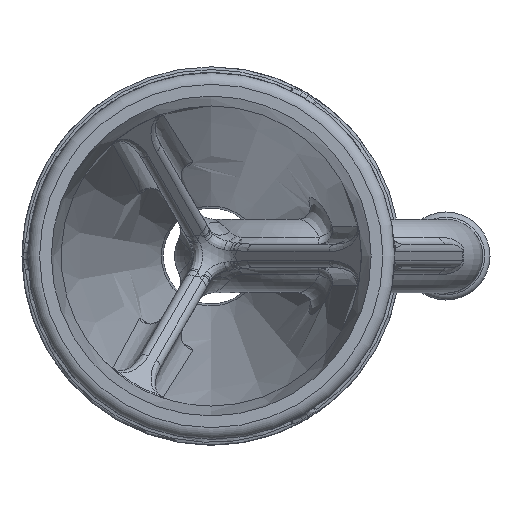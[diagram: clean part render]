
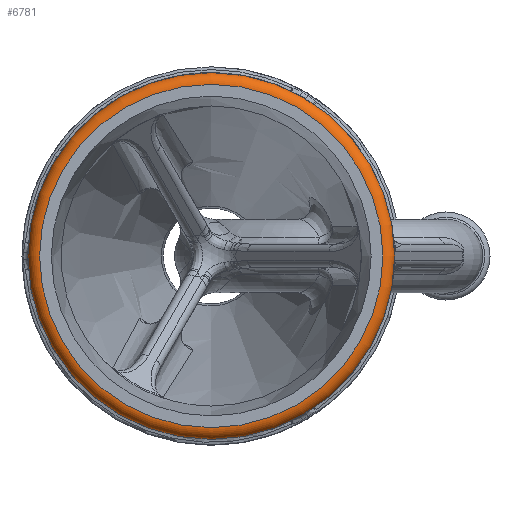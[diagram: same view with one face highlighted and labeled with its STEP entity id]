
A CAD part, left-side view. The second image highlights one B-rep face of the part: STEP entity #6781.
In plain terms, the highlighted toroidal (fillet/blend) face has major radius 11.7 mm and minor radius 0.8 mm.
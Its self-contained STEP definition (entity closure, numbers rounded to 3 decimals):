
#250=TOROIDAL_SURFACE('',#7341,11.7,0.8);
#921=FACE_OUTER_BOUND('',#1382,.T.);
#1382=EDGE_LOOP('',(#5037,#5038,#5039,#5040,#5041,#5042));
#1853=CIRCLE('',#7342,11.7);
#1854=CIRCLE('',#7343,11.7);
#1855=CIRCLE('',#7344,0.8);
#1856=CIRCLE('',#7345,12.5);
#1857=CIRCLE('',#7346,12.5);
#2907=VERTEX_POINT('',#13507);
#2908=VERTEX_POINT('',#13508);
#2909=VERTEX_POINT('',#13511);
#2910=VERTEX_POINT('',#13513);
#3671=EDGE_CURVE('',#2907,#2908,#1853,.T.);
#3672=EDGE_CURVE('',#2908,#2907,#1854,.T.);
#3673=EDGE_CURVE('',#2908,#2909,#1855,.T.);
#3674=EDGE_CURVE('',#2910,#2909,#1856,.T.);
#3675=EDGE_CURVE('',#2909,#2910,#1857,.T.);
#5037=ORIENTED_EDGE('',*,*,#3671,.F.);
#5038=ORIENTED_EDGE('',*,*,#3672,.F.);
#5039=ORIENTED_EDGE('',*,*,#3673,.T.);
#5040=ORIENTED_EDGE('',*,*,#3674,.F.);
#5041=ORIENTED_EDGE('',*,*,#3675,.F.);
#5042=ORIENTED_EDGE('',*,*,#3673,.F.);
#6781=ADVANCED_FACE('',(#921),#250,.T.);
#7341=AXIS2_PLACEMENT_3D('',#13506,#8406,#8407);
#7342=AXIS2_PLACEMENT_3D('',#13509,#8408,#8409);
#7343=AXIS2_PLACEMENT_3D('',#13510,#8410,#8411);
#7344=AXIS2_PLACEMENT_3D('',#13512,#8412,#8413);
#7345=AXIS2_PLACEMENT_3D('',#13514,#8414,#8415);
#7346=AXIS2_PLACEMENT_3D('',#13515,#8416,#8417);
#8406=DIRECTION('center_axis',(-1.,0.,0.));
#8407=DIRECTION('ref_axis',(0.,0.,1.));
#8408=DIRECTION('center_axis',(-1.,0.,0.));
#8409=DIRECTION('ref_axis',(0.,0.,1.));
#8410=DIRECTION('center_axis',(-1.,0.,0.));
#8411=DIRECTION('ref_axis',(0.,0.,1.));
#8412=DIRECTION('center_axis',(0.,-1.,0.));
#8413=DIRECTION('ref_axis',(0.,0.,-1.));
#8414=DIRECTION('center_axis',(1.,0.,0.));
#8415=DIRECTION('ref_axis',(0.,0.,1.));
#8416=DIRECTION('center_axis',(1.,0.,0.));
#8417=DIRECTION('ref_axis',(0.,0.,1.));
#13506=CARTESIAN_POINT('Origin',(-50.368,0.,0.));
#13507=CARTESIAN_POINT('',(-51.168,0.,11.7));
#13508=CARTESIAN_POINT('',(-51.168,0.,-11.7));
#13509=CARTESIAN_POINT('Origin',(-51.168,0.,0.));
#13510=CARTESIAN_POINT('Origin',(-51.168,0.,0.));
#13511=CARTESIAN_POINT('',(-50.368,0.,-12.5));
#13512=CARTESIAN_POINT('Origin',(-50.368,0.,
-11.7));
#13513=CARTESIAN_POINT('',(-50.368,0.,12.5));
#13514=CARTESIAN_POINT('Origin',(-50.368,0.,0.));
#13515=CARTESIAN_POINT('Origin',(-50.368,0.,0.));
